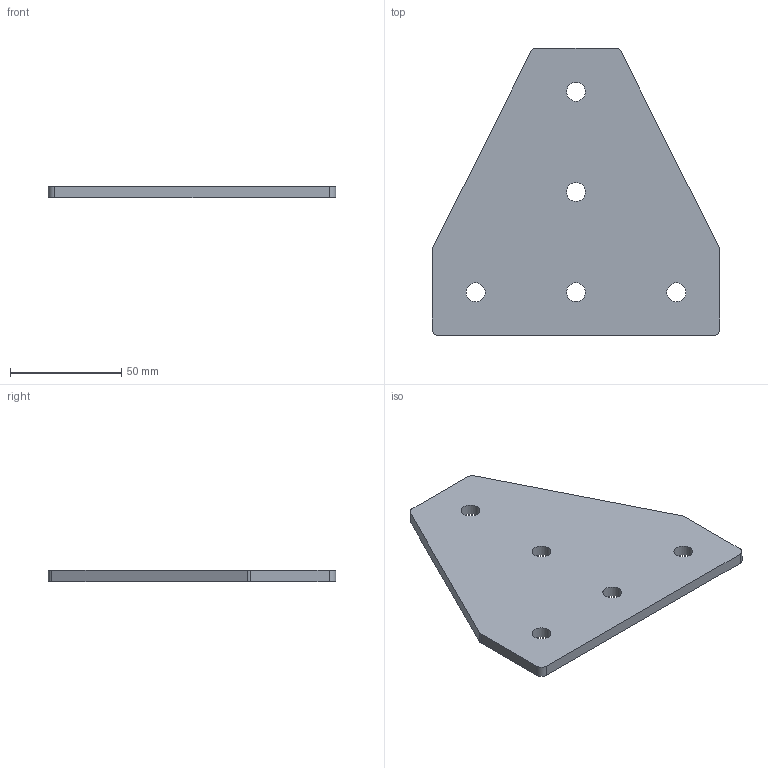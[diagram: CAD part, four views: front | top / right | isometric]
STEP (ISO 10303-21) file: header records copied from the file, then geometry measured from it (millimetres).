
FILE_DESCRIPTION(/* description */ (''),/* implementation_level */ '2;1');
FILE_NAME(/* name */ 'T-CONN 1TO1 [129 129 5] 45 H5 D8-5.stp',/* time_stamp */ '2016-10-12T10:40:19+02:00',/* author */ ('Richard'),/* organization */ (''),/* preprocessor_version */ 'ST-DEVELOPER v16.1',/* originating_system */ 'Autodesk Inventor 2016',/* authorisation */ '');
FILE_SCHEMA (('AUTOMOTIVE_DESIGN { 1 0 10303 214 3 1 1 }'));
Length unit declared in the file: millimetre
Products named in the file (1): T-CONN 1TO1 [129 129 5] 45 H5 D8-5
Bounding box: 129 x 129 x 5 mm (x, y, z)
Volume: 61510.9 mm3; surface area: 27491.2 mm2
Topology: 1 solids, 1 shells, 19 faces, 51 edges, 34 vertices
Faces by surface type: cylinder 11, plane 8
Full cylindrical faces by diameter (mm): 8.5 x5
Entity records: 626 total; most frequent: DIRECTION 108, CARTESIAN_POINT 100, ORIENTED_EDGE 92, EDGE_CURVE 46, AXIS2_PLACEMENT_3D 42, EDGE_LOOP 34, VERTEX_POINT 34, LINE 24
